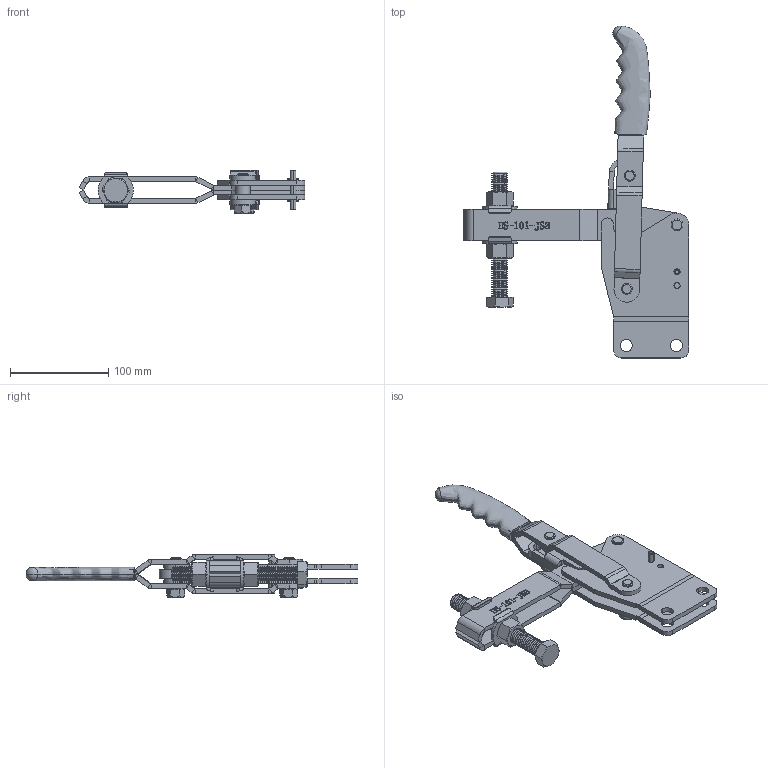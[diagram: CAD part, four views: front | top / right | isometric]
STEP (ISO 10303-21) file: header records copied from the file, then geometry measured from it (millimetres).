
FILE_DESCRIPTION (( 'STEP AP203' ), '1' );
FILE_NAME ('HS-101-JSB.STEP', '2019-10-14T01:49:25', ( '微软用户' ), ( '微软中国' ), 'SwSTEP 2.0', 'SolidWorks 2012', '' );
FILE_SCHEMA (( 'CONFIG_CONTROL_DESIGN' ));
Length unit declared in the file: millimetre
Products named in the file (18): HS-101-JSB; hex finished bolt_ai_HFBOLT 0.625-11x5x5-S; prevailing torque all-metal 1 gb_GB_HEXAGON_LOCK_TYPE1 M10-N; 101-J-08; hex nuts, style 1-grades ab gb_GB_FASTENER_NUT_SNAB1 M16-N; 階杶; 粟俶种; FW-580; 傻种; 蟀裝; 眻忒梟蚾饜极; 忒梟; 忒參; U倰蚾饜极; U倰揤參; U倰揤參2; 眻菁釱衵; 眻菁釱酘
Assembly tree (23 placements, depth 3):
  HS-101-JSB
    眻菁釱酘
    眻菁釱衵
    U倰蚾饜极
      U倰揤參2
      U倰揤參
    眻忒梟蚾饜极
      忒參
      忒梟  x2
    蟀裝
    傻种  x2
    FW-580  x2
    粟俶种
    階杶
    hex nuts, style 1-grades ab gb_GB_FASTENER_NUT_SNAB1 M16-N  x2
    101-J-08  x2
    prevailing torque all-metal 1 gb_GB_HEXAGON_LOCK_TYPE1 M10-N  x2
    hex finished bolt_ai_HFBOLT 0.625-11x5x5-S
Bounding box: 229.19 x 337.21 x 44 mm (x, y, z)
Volume: 338518.4 mm3; surface area: 156857.6 mm2
Topology: 21 solids, 21 shells, 1261 faces, 3169 edges, 1989 vertices
Faces by surface type: plane 529, cylinder 293, cone 274, bspline 142, torus 21, sphere 2
Entity records: 45610 total; most frequent: CARTESIAN_POINT 16863, ORIENTED_EDGE 5684, DIRECTION 5396, EDGE_CURVE 2842, AXIS2_PLACEMENT_3D 1899, VERTEX_POINT 1796, LINE 1598, VECTOR 1598
